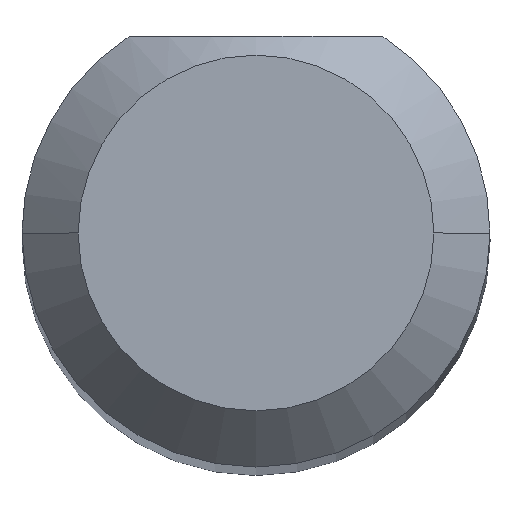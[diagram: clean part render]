
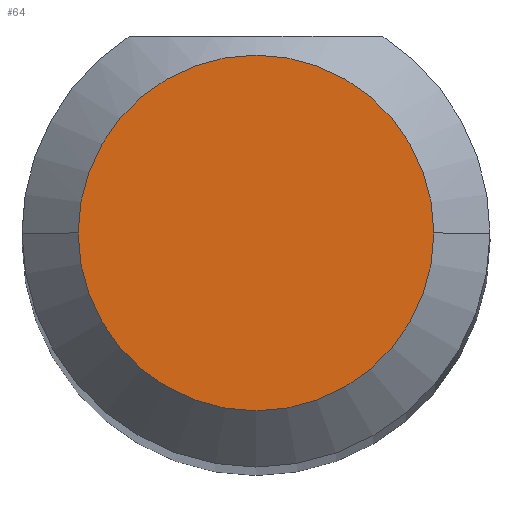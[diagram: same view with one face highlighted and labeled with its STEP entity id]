
A CAD part, top view. The second image highlights one B-rep face of the part: STEP entity #64.
In plain terms, the highlighted planar face has unit normal (0, 0, 1).
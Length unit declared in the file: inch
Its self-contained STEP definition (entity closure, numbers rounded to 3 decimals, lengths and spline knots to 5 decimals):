
#9 = DIRECTION ( 'NONE',  ( 1., 0., 0. ) ) ;
#14 = AXIS2_PLACEMENT_3D ( 'NONE', #320, #421, #234 ) ;
#32 = CARTESIAN_POINT ( 'NONE',  ( 0.0475, 0., 1.5 ) ) ;
#50 = EDGE_CURVE ( 'NONE', #268, #537, #357, .T. ) ;
#64 = ADVANCED_FACE ( 'NONE', ( #230 ), #378, .T. ) ;
#79 = ORIENTED_EDGE ( 'NONE', *, *, #50, .T. ) ;
#92 = CARTESIAN_POINT ( 'NONE',  ( -0.0475, 0., 1.5 ) ) ;
#103 = DIRECTION ( 'NONE',  ( 0., 0., 1. ) ) ;
#134 = AXIS2_PLACEMENT_3D ( 'NONE', #591, #305, #307 ) ;
#163 = EDGE_LOOP ( 'NONE', ( #520, #79 ) ) ;
#230 = FACE_OUTER_BOUND ( 'NONE', #163, .T. ) ;
#234 = DIRECTION ( 'NONE',  ( 1., 0., 0. ) ) ;
#268 = VERTEX_POINT ( 'NONE', #32 ) ;
#305 = DIRECTION ( 'NONE',  ( 0., 0., 1. ) ) ;
#307 = DIRECTION ( 'NONE',  ( 1., 0., 0. ) ) ;
#320 = CARTESIAN_POINT ( 'NONE',  ( 0., 0., 1.5 ) ) ;
#338 = EDGE_CURVE ( 'NONE', #537, #268, #582, .T. ) ;
#357 = CIRCLE ( 'NONE', #407, 0.0475 ) ;
#378 = PLANE ( 'NONE',  #14 ) ;
#407 = AXIS2_PLACEMENT_3D ( 'NONE', #467, #103, #9 ) ;
#421 = DIRECTION ( 'NONE',  ( 0., 0., 1. ) ) ;
#467 = CARTESIAN_POINT ( 'NONE',  ( 0., 0., 1.5 ) ) ;
#520 = ORIENTED_EDGE ( 'NONE', *, *, #338, .T. ) ;
#537 = VERTEX_POINT ( 'NONE', #92 ) ;
#582 = CIRCLE ( 'NONE', #134, 0.0475 ) ;
#591 = CARTESIAN_POINT ( 'NONE',  ( 0., 0., 1.5 ) ) ;
